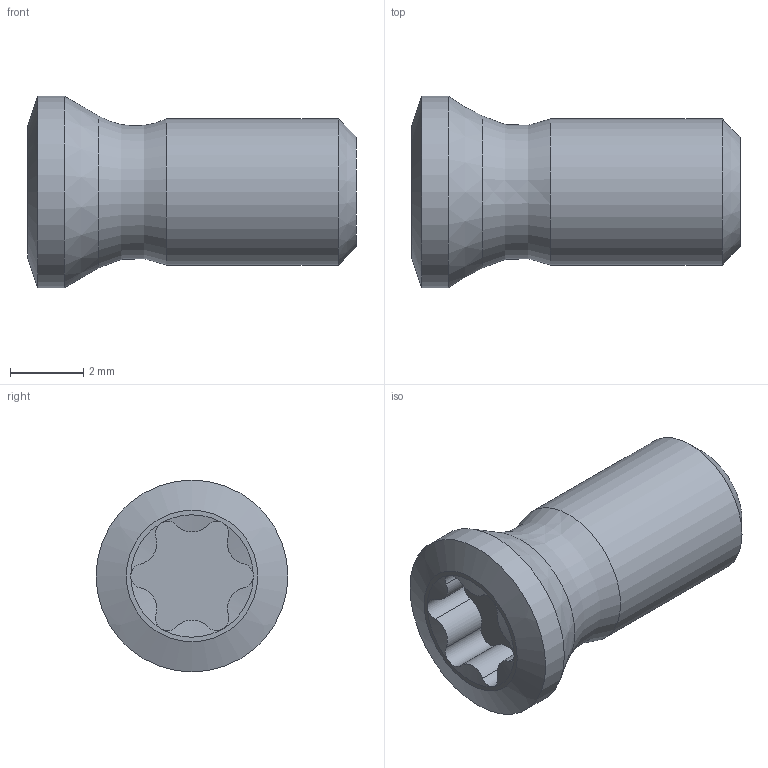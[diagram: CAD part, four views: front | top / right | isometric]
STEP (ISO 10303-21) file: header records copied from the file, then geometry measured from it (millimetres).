
FILE_DESCRIPTION (( 'STEP AP214' ), '1' );
FILE_NAME ('WCB.ER2.001.009.STEP', '2020-09-23T06:51:09', ( '' ), ( '' ), 'SwSTEP 2.0', 'SolidWorks 2017', '' );
FILE_SCHEMA (( 'AUTOMOTIVE_DESIGN' ));
Length unit declared in the file: millimetre
Products named in the file (1): WCB.ER2.001.009
Bounding box: 9 x 5.25 x 5.25 mm (x, y, z)
Volume: 112.1 mm3; surface area: 162.3 mm2
Topology: 1 solids, 1 shells, 27 faces, 64 edges, 41 vertices
Faces by surface type: cylinder 14, cone 8, plane 3, sphere 1, torus 1
Full cylindrical faces by diameter (mm): 4 x1, 5.25 x1
Entity records: 862 total; most frequent: CARTESIAN_POINT 242, ORIENTED_EDGE 118, DIRECTION 118, EDGE_CURVE 59, AXIS2_PLACEMENT_3D 53, VERTEX_POINT 41, EDGE_LOOP 34, FACE_OUTER_BOUND 31
